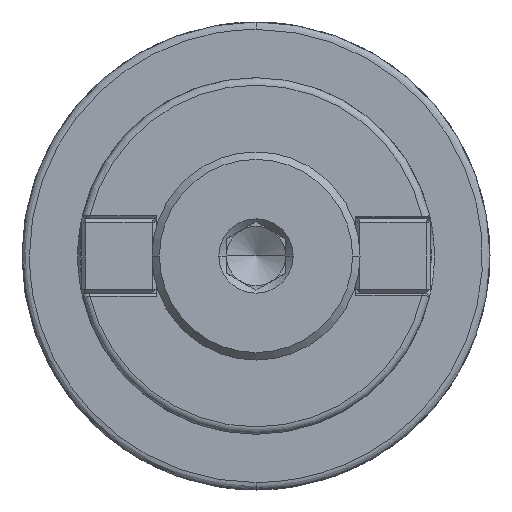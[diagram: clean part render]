
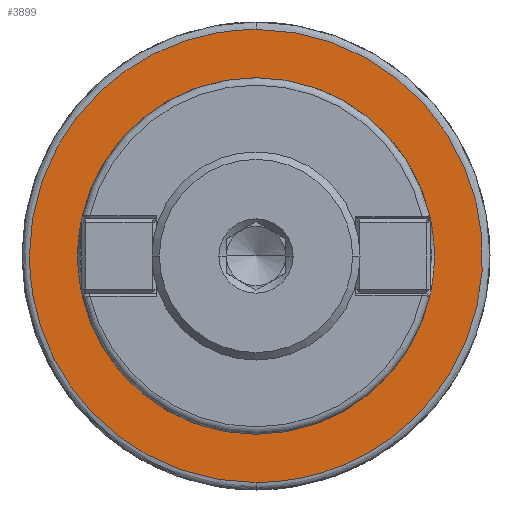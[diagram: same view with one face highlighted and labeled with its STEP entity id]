
A CAD part, front view. The second image highlights one B-rep face of the part: STEP entity #3899.
In plain terms, the highlighted planar face has unit normal (0, -1, 0).
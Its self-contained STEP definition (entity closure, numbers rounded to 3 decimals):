
#239 = ORIENTED_EDGE ( 'NONE', *, *, #3907, .T. ) ;
#303 = ORIENTED_EDGE ( 'NONE', *, *, #7154, .F. ) ;
#311 = AXIS2_PLACEMENT_3D ( 'NONE', #2621, #8399, #3443 ) ;
#798 = VERTEX_POINT ( 'NONE', #2518 ) ;
#1644 = AXIS2_PLACEMENT_3D ( 'NONE', #7924, #2951, #8748 ) ;
#1648 = CARTESIAN_POINT ( 'NONE',  ( -24., -27., 0. ) ) ;
#2082 = CARTESIAN_POINT ( 'NONE',  ( 24., -27., 0. ) ) ;
#2208 = AXIS2_PLACEMENT_3D ( 'NONE', #2919, #10367, #5405 ) ;
#2518 = CARTESIAN_POINT ( 'NONE',  ( -30.5, -27., 0. ) ) ;
#2519 =( BOUNDED_CURVE ( )  B_SPLINE_CURVE ( 3, ( #3304, #8258, #4125, #9900 ),
 .UNSPECIFIED., .F., .F. ) 
 B_SPLINE_CURVE_WITH_KNOTS ( ( 4, 4 ),
 ( 0.333, 1. ),
 .UNSPECIFIED. ) 
 CURVE ( )  GEOMETRIC_REPRESENTATION_ITEM ( )  RATIONAL_B_SPLINE_CURVE ( ( 1., 0.333, 0.333, 1. ) ) 
 REPRESENTATION_ITEM ( '' )  );
#2621 = CARTESIAN_POINT ( 'NONE',  ( 0., -27., 0. ) ) ;
#2703 = EDGE_CURVE ( 'NONE', #5663, #798, #10561, .T. ) ;
#2750 = CARTESIAN_POINT ( 'NONE',  ( 0., -27., -30.5 ) ) ;
#2784 = ORIENTED_EDGE ( 'NONE', *, *, #8825, .T. ) ;
#2919 = CARTESIAN_POINT ( 'NONE',  ( -31.5, -27., 0. ) ) ;
#2929 = CARTESIAN_POINT ( 'NONE',  ( -17.866, -27., -30.5 ) ) ;
#2951 = DIRECTION ( 'NONE',  ( 0., 1., 0. ) ) ;
#3148 = VERTEX_POINT ( 'NONE', #3575 ) ;
#3304 = CARTESIAN_POINT ( 'NONE',  ( 0., -27., 30.5 ) ) ;
#3443 = DIRECTION ( 'NONE',  ( -1., 0., 0. ) ) ;
#3575 = CARTESIAN_POINT ( 'NONE',  ( 0., -27., 30.5 ) ) ;
#3638 = CARTESIAN_POINT ( 'NONE',  ( -17.866, -27., 30.5 ) ) ;
#3759 = CARTESIAN_POINT ( 'NONE',  ( -30.5, -27., 0. ) ) ;
#3824 =( BOUNDED_CURVE ( )  B_SPLINE_CURVE ( 3, ( #7765, #8589, #3638, #9404 ),
 .UNSPECIFIED., .F., .F. ) 
 B_SPLINE_CURVE_WITH_KNOTS ( ( 4, 4 ),
 ( 0., 0.333 ),
 .UNSPECIFIED. ) 
 CURVE ( )  GEOMETRIC_REPRESENTATION_ITEM ( )  RATIONAL_B_SPLINE_CURVE ( ( 1., 0.805, 0.805, 1. ) ) 
 REPRESENTATION_ITEM ( '' )  );
#3899 = ADVANCED_FACE ( 'NONE', ( #8585, #6646 ), #4587, .T. ) ;
#3907 = EDGE_CURVE ( 'NONE', #7923, #7651, #4173, .T. ) ;
#4043 = EDGE_CURVE ( 'NONE', #3148, #5663, #2519, .T. ) ;
#4125 = CARTESIAN_POINT ( 'NONE',  ( 61., -27., -30.5 ) ) ;
#4173 = CIRCLE ( 'NONE', #1644, 24. ) ;
#4587 = PLANE ( 'NONE',  #2208 ) ;
#4968 = ORIENTED_EDGE ( 'NONE', *, *, #4043, .F. ) ;
#5167 = EDGE_LOOP ( 'NONE', ( #303, #6838, #4968 ) ) ;
#5405 = DIRECTION ( 'NONE',  ( 1., 0., 0. ) ) ;
#5663 = VERTEX_POINT ( 'NONE', #2750 ) ;
#6646 = FACE_OUTER_BOUND ( 'NONE', #5167, .T. ) ;
#6838 = ORIENTED_EDGE ( 'NONE', *, *, #2703, .F. ) ;
#7059 = CARTESIAN_POINT ( 'NONE',  ( 0., -27., -30.5 ) ) ;
#7154 = EDGE_CURVE ( 'NONE', #798, #3148, #3824, .T. ) ;
#7540 = EDGE_LOOP ( 'NONE', ( #2784, #239 ) ) ;
#7651 = VERTEX_POINT ( 'NONE', #1648 ) ;
#7765 = CARTESIAN_POINT ( 'NONE',  ( -30.5, -27., 0. ) ) ;
#7923 = VERTEX_POINT ( 'NONE', #2082 ) ;
#7924 = CARTESIAN_POINT ( 'NONE',  ( 0., -27., 0. ) ) ;
#8258 = CARTESIAN_POINT ( 'NONE',  ( 61., -27., 30.5 ) ) ;
#8399 = DIRECTION ( 'NONE',  ( 0., 1., 0. ) ) ;
#8585 = FACE_BOUND ( 'NONE', #7540, .T. ) ;
#8589 = CARTESIAN_POINT ( 'NONE',  ( -30.5, -27., 17.866 ) ) ;
#8722 = CARTESIAN_POINT ( 'NONE',  ( -30.5, -27., -17.866 ) ) ;
#8748 = DIRECTION ( 'NONE',  ( -1., 0., 0. ) ) ;
#8825 = EDGE_CURVE ( 'NONE', #7651, #7923, #9563, .T. ) ;
#9404 = CARTESIAN_POINT ( 'NONE',  ( 0., -27., 30.5 ) ) ;
#9563 = CIRCLE ( 'NONE', #311, 24. ) ;
#9900 = CARTESIAN_POINT ( 'NONE',  ( 0., -27., -30.5 ) ) ;
#10367 = DIRECTION ( 'NONE',  ( 0., -1., 0. ) ) ;
#10561 =( BOUNDED_CURVE ( )  B_SPLINE_CURVE ( 3, ( #7059, #2929, #8722, #3759 ),
 .UNSPECIFIED., .F., .F. ) 
 B_SPLINE_CURVE_WITH_KNOTS ( ( 4, 4 ),
 ( 0., 1. ),
 .UNSPECIFIED. ) 
 CURVE ( )  GEOMETRIC_REPRESENTATION_ITEM ( )  RATIONAL_B_SPLINE_CURVE ( ( 1., 0.805, 0.805, 1. ) ) 
 REPRESENTATION_ITEM ( '' )  );
